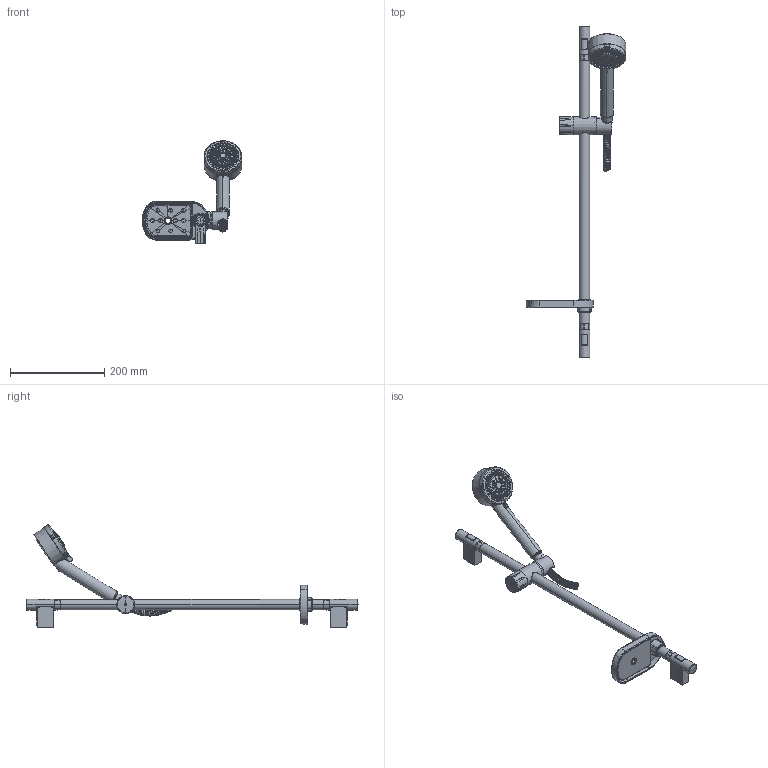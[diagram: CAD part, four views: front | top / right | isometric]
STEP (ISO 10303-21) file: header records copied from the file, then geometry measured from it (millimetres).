
FILE_DESCRIPTION((''),'2;1');
FILE_NAME('ZSAL110CR','2021-11-15T11:39:04',('ut3'),('PAFFONI SpA'),'CREO PARAMETRIC BY PTC INC, 2020044','CREO PARAMETRIC BY PTC INC, 2020044','');
FILE_SCHEMA(('CONFIG_CONTROL_DESIGN','SHAPE_APPEARANCE_LAYERS_GROUPS'));
Length unit declared in the file: millimetre
Products named in the file (1): ZSAL110CR
Bounding box: 211.67 x 706 x 217.87 mm (x, y, z)
Volume: 318760.9 mm3; surface area: 296069.2 mm2
Topology: 7 solids, 7 shells, 2689 faces, 6859 edges, 4245 vertices
Faces by surface type: cylinder 690, plane 636, bspline 453, cone 452, torus 356, sphere 88, revolution 8, extrusion 6
Entity records: 178354 total; most frequent: CARTESIAN_POINT 105553, ORIENTED_EDGE 13576, DIRECTION 11307, EDGE_CURVE 6788, AXIS2_PLACEMENT_3D 4681, VERTEX_POINT 4242, EDGE_LOOP 3020, FACE_OUTER_BOUND 2687
